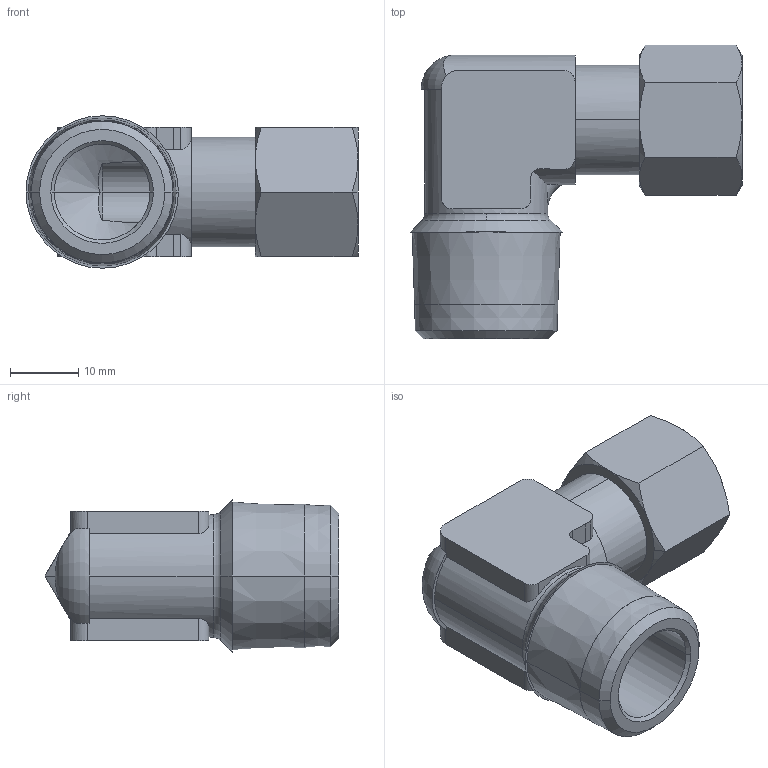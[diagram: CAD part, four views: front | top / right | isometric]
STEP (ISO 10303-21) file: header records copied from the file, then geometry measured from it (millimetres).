
FILE_DESCRIPTION(('STEP AP214'),'1');
FILE_NAME('0109_10_21.stp','2016-07-07T14:32:17',('TraceParts'),('TraceParts S.A.'),'Spatial InterOp 3D',' ',' ');
FILE_SCHEMA(('automotive_design'));
Length unit declared in the file: millimetre
Products named in the file (1): 1
Bounding box: 48.54 x 42.97 x 22.28 mm (x, y, z)
Volume: 13343.1 mm3; surface area: 7786.6 mm2
Topology: 1 solids, 1 shells, 100 faces, 255 edges, 161 vertices
Faces by surface type: cone 32, cylinder 32, plane 31, torus 5
Entity records: 3660 total; most frequent: CARTESIAN_POINT 1297, ORIENTED_EDGE 510, DIRECTION 485, EDGE_CURVE 255, AXIS2_PLACEMENT_3D 195, VERTEX_POINT 161, EDGE_LOOP 106, ADVANCED_FACE 100
